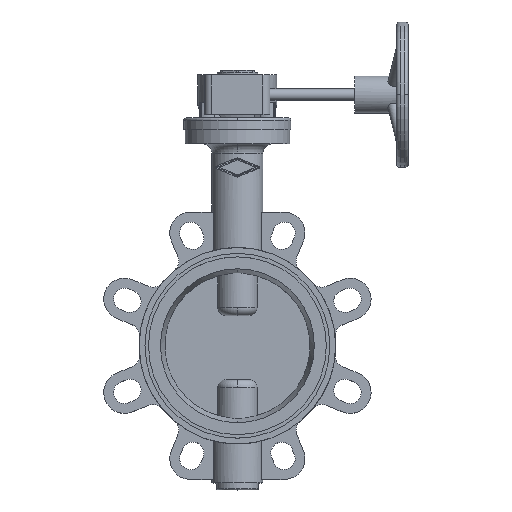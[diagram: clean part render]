
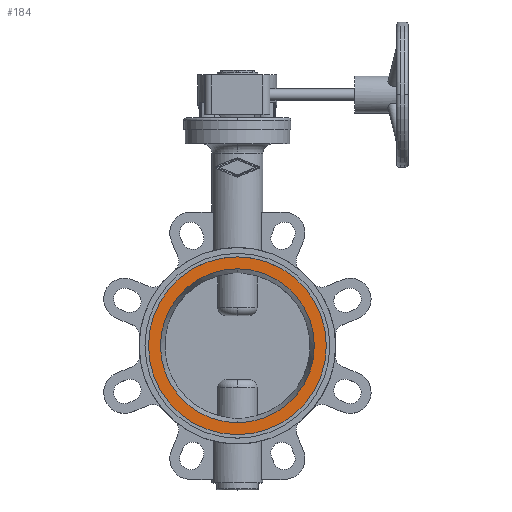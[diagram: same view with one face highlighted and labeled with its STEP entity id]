
A CAD part, top view. The second image highlights one B-rep face of the part: STEP entity #184.
In plain terms, the highlighted planar face has unit normal (0, 0, 1).
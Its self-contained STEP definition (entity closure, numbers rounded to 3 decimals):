
#184 = ADVANCED_FACE( '', ( #574, #575 ), #576, .T. );
#574 = FACE_BOUND( '', #1260, .T. );
#575 = FACE_OUTER_BOUND( '', #1261, .T. );
#576 = PLANE( '', #1262 );
#1260 = EDGE_LOOP( '', ( #2342, #2343 ) );
#1261 = EDGE_LOOP( '', ( #2344, #2345 ) );
#1262 = AXIS2_PLACEMENT_3D( '', #2346, #2347, #2348 );
#2342 = ORIENTED_EDGE( '', *, *, #4780, .F. );
#2343 = ORIENTED_EDGE( '', *, *, #4637, .F. );
#2344 = ORIENTED_EDGE( '', *, *, #4779, .T. );
#2345 = ORIENTED_EDGE( '', *, *, #4639, .T. );
#2346 = CARTESIAN_POINT( '', ( 0., 71.352, -1. ) );
#2347 = DIRECTION( '', ( 0., 0., 1. ) );
#2348 = DIRECTION( '', ( 0., 1., 0. ) );
#4637 = EDGE_CURVE( '', #5609, #5601, #5611, .T. );
#4639 = EDGE_CURVE( '', #5615, #5612, #5616, .T. );
#4779 = EDGE_CURVE( '', #5612, #5615, #5852, .T. );
#4780 = EDGE_CURVE( '', #5601, #5609, #5853, .T. );
#5601 = VERTEX_POINT( '', #7269 );
#5609 = VERTEX_POINT( '', #7312 );
#5611 = CIRCLE( '', #7315, 66.204 );
#5612 = VERTEX_POINT( '', #7316 );
#5615 = VERTEX_POINT( '', #7320 );
#5616 = CIRCLE( '', #7321, 76.5 );
#5852 = CIRCLE( '', #8136, 76.5 );
#5853 = CIRCLE( '', #8137, 66.204 );
#7269 = CARTESIAN_POINT( '', ( 0., 66.204, -1. ) );
#7312 = CARTESIAN_POINT( '', ( 0., -66.204, -1. ) );
#7315 = AXIS2_PLACEMENT_3D( '', #10782, #10783, #10784 );
#7316 = CARTESIAN_POINT( '', ( 0., 76.5, -1. ) );
#7320 = CARTESIAN_POINT( '', ( 0., -76.5, -1. ) );
#7321 = AXIS2_PLACEMENT_3D( '', #10786, #10787, #10788 );
#8136 = AXIS2_PLACEMENT_3D( '', #10994, #10995, #10996 );
#8137 = AXIS2_PLACEMENT_3D( '', #10997, #10998, #10999 );
#10782 = CARTESIAN_POINT( '', ( 0., 0., -1. ) );
#10783 = DIRECTION( '', ( 0., 0., 1. ) );
#10784 = DIRECTION( '', ( 0., 1., 0. ) );
#10786 = CARTESIAN_POINT( '', ( 0., 0., -1. ) );
#10787 = DIRECTION( '', ( 0., 0., 1. ) );
#10788 = DIRECTION( '', ( 0., 1., 0. ) );
#10994 = CARTESIAN_POINT( '', ( 0., 0., -1. ) );
#10995 = DIRECTION( '', ( 0., 0., 1. ) );
#10996 = DIRECTION( '', ( 0., 1., 0. ) );
#10997 = CARTESIAN_POINT( '', ( 0., 0., -1. ) );
#10998 = DIRECTION( '', ( 0., 0., 1. ) );
#10999 = DIRECTION( '', ( 0., 1., 0. ) );
